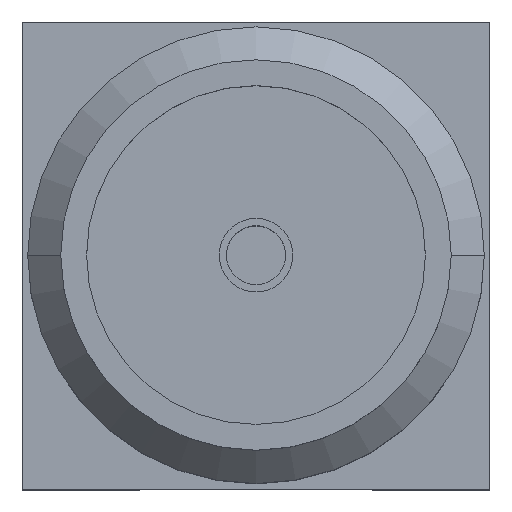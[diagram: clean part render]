
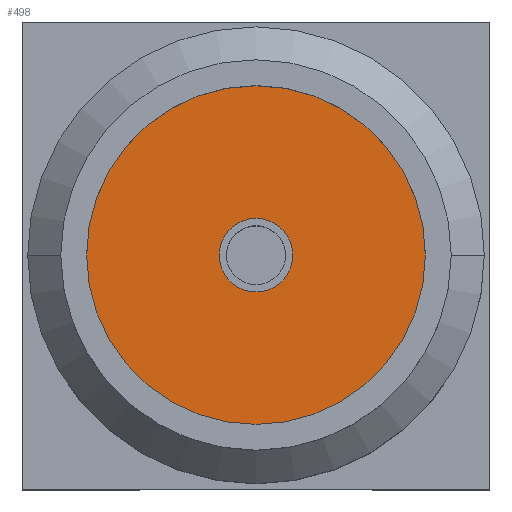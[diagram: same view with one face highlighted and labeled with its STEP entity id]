
A CAD part, top view. The second image highlights one B-rep face of the part: STEP entity #498.
In plain terms, the highlighted planar face has unit normal (0, 0, 1).
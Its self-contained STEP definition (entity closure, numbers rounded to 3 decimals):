
#344=CARTESIAN_POINT('',(2.3,0.,7.64));
#345=VERTEX_POINT('',#344);
#354=CARTESIAN_POINT('',(-2.3,0.,7.64));
#355=VERTEX_POINT('',#354);
#356=CARTESIAN_POINT('',(0.,0.,7.64));
#357=DIRECTION('',(0.0,0.0,1.0));
#358=DIRECTION('',(1.0,0.0,0.0));
#359=AXIS2_PLACEMENT_3D('',#356,#357,#358);
#360=CIRCLE('',#359,2.3);
#361=EDGE_CURVE('',#355,#345,#360,.T.);
#388=CARTESIAN_POINT('',(0.5,0.,7.64));
#389=VERTEX_POINT('',#388);
#405=CARTESIAN_POINT('',(-0.5,0.,7.64));
#406=VERTEX_POINT('',#405);
#413=CARTESIAN_POINT('',(0.,0.,7.64));
#414=DIRECTION('',(0.0,0.0,-1.0));
#415=DIRECTION('',(1.0,0.0,0.0));
#416=AXIS2_PLACEMENT_3D('',#413,#414,#415);
#417=CIRCLE('',#416,0.5);
#418=EDGE_CURVE('',#389,#406,#417,.T.);
#429=CARTESIAN_POINT('',(0.,0.,7.64));
#430=DIRECTION('',(0.0,0.0,-1.0));
#431=DIRECTION('',(1.0,0.0,0.0));
#432=AXIS2_PLACEMENT_3D('',#429,#430,#431);
#433=CIRCLE('',#432,0.5);
#434=EDGE_CURVE('',#406,#389,#433,.T.);
#461=CARTESIAN_POINT('',(0.,0.,7.64));
#462=DIRECTION('',(0.0,0.0,1.0));
#463=DIRECTION('',(1.0,0.0,0.0));
#464=AXIS2_PLACEMENT_3D('',#461,#462,#463);
#465=CIRCLE('',#464,2.3);
#466=EDGE_CURVE('',#345,#355,#465,.T.);
#485=CARTESIAN_POINT('',(0.,0.,7.64));
#486=DIRECTION('',(0.0,0.0,1.0));
#487=DIRECTION('',(1.0,0.0,0.0));
#488=AXIS2_PLACEMENT_3D('',#485,#486,#487);
#489=PLANE('',#488);
#490=ORIENTED_EDGE('',*,*,#466,.T.);
#491=ORIENTED_EDGE('',*,*,#361,.T.);
#492=EDGE_LOOP('',(#490,#491));
#493=FACE_OUTER_BOUND('',#492,.T.);
#494=ORIENTED_EDGE('',*,*,#418,.T.);
#495=ORIENTED_EDGE('',*,*,#434,.T.);
#496=EDGE_LOOP('',(#494,#495));
#497=FACE_BOUND('',#496,.T.);
#498=ADVANCED_FACE('',(#493,#497),#489,.T.);
